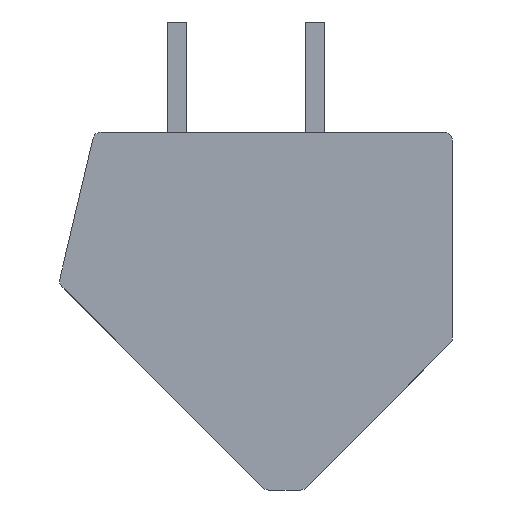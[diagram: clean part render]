
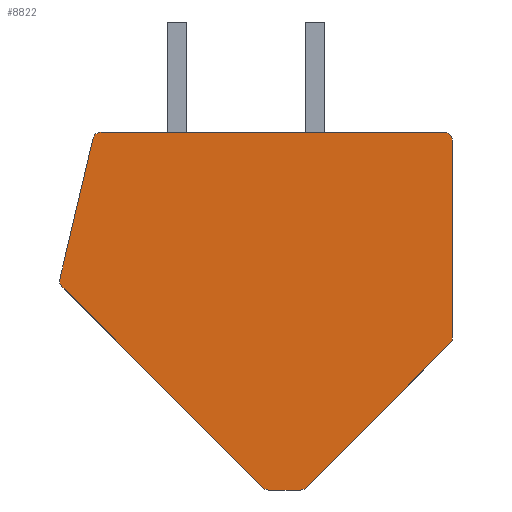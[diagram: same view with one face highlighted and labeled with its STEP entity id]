
A CAD part, front view. The second image highlights one B-rep face of the part: STEP entity #8822.
In plain terms, the highlighted planar face has unit normal (0, -1, 0).
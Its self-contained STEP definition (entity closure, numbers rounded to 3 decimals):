
#1623=CARTESIAN_POINT('',(1.626,-3.54,-6.2));
#1624=DIRECTION('',(0.,-1.,0.));
#1625=DIRECTION('',(0.,0.,-1.));
#1626=AXIS2_PLACEMENT_3D('',#1623,#1624,#1625);
#1628=DIRECTION('',(1.,0.,0.));
#1629=VECTOR('',#1628,1.151);
#1630=CARTESIAN_POINT('',(0.474,-3.54,-6.5));
#1631=LINE('',#1630,#1629);
#1632=CARTESIAN_POINT('',(0.474,-3.54,-6.2));
#1633=DIRECTION('',(0.,-1.,0.));
#1634=DIRECTION('',(-0.707,0.,-0.707));
#1635=AXIS2_PLACEMENT_3D('',#1632,#1633,#1634);
#1637=DIRECTION('',(0.707,0.,-0.707));
#1638=VECTOR('',#1637,10.315);
#1639=CARTESIAN_POINT('',(-7.032,-3.54,0.882));
#1640=LINE('',#1639,#1638);
#1641=CARTESIAN_POINT('',(-6.82,-3.54,1.094));
#1642=DIRECTION('',(0.,-1.,0.));
#1643=DIRECTION('',(-0.973,0.,0.23));
#1644=AXIS2_PLACEMENT_3D('',#1641,#1642,#1643);
#1646=DIRECTION('',(-0.23,0.,-0.973));
#1647=VECTOR('',#1646,5.247);
#1648=CARTESIAN_POINT('',(-5.905,-3.54,6.269));
#1649=LINE('',#1648,#1647);
#1650=CARTESIAN_POINT('',(-5.613,-3.54,6.2));
#1651=DIRECTION('',(0.,-1.,0.));
#1652=DIRECTION('',(0.,0.,1.));
#1653=AXIS2_PLACEMENT_3D('',#1650,#1651,#1652);
#1655=DIRECTION('',(-1.,0.,0.));
#1656=VECTOR('',#1655,12.463);
#1657=CARTESIAN_POINT('',(6.85,-3.54,6.5));
#1658=LINE('',#1657,#1656);
#1659=CARTESIAN_POINT('',(6.85,-3.54,6.2));
#1660=DIRECTION('',(0.,-1.,0.));
#1661=DIRECTION('',(1.,0.,0.));
#1662=AXIS2_PLACEMENT_3D('',#1659,#1660,#1661);
#1664=DIRECTION('',(0.,0.,1.));
#1665=VECTOR('',#1664,7.176);
#1666=CARTESIAN_POINT('',(7.15,-3.54,-0.976));
#1667=LINE('',#1666,#1665);
#1668=CARTESIAN_POINT('',(6.85,-3.54,-0.976));
#1669=DIRECTION('',(0.,-1.,0.));
#1670=DIRECTION('',(0.707,0.,-0.707));
#1671=AXIS2_PLACEMENT_3D('',#1668,#1669,#1670);
#1673=DIRECTION('',(0.707,0.,0.707));
#1674=VECTOR('',#1673,7.388);
#1675=CARTESIAN_POINT('',(1.838,-3.54,-6.412));
#1676=LINE('',#1675,#1674);
#5805=CARTESIAN_POINT('',(1.626,-3.54,-6.5));
#5806=CARTESIAN_POINT('',(1.838,-3.54,-6.412));
#5807=VERTEX_POINT('',#5805);
#5808=VERTEX_POINT('',#5806);
#5809=CARTESIAN_POINT('',(7.062,-3.54,-1.188));
#5810=VERTEX_POINT('',#5809);
#5811=CARTESIAN_POINT('',(7.15,-3.54,-0.976));
#5812=VERTEX_POINT('',#5811);
#5813=CARTESIAN_POINT('',(7.15,-3.54,6.2));
#5814=VERTEX_POINT('',#5813);
#5815=CARTESIAN_POINT('',(6.85,-3.54,6.5));
#5816=VERTEX_POINT('',#5815);
#5817=CARTESIAN_POINT('',(-5.613,-3.54,6.5));
#5818=VERTEX_POINT('',#5817);
#5819=CARTESIAN_POINT('',(-5.905,-3.54,6.269));
#5820=VERTEX_POINT('',#5819);
#5821=CARTESIAN_POINT('',(-7.112,-3.54,1.163));
#5822=VERTEX_POINT('',#5821);
#5823=CARTESIAN_POINT('',(-7.032,-3.54,0.882));
#5824=VERTEX_POINT('',#5823);
#5825=CARTESIAN_POINT('',(0.262,-3.54,-6.412));
#5826=VERTEX_POINT('',#5825);
#5827=CARTESIAN_POINT('',(0.474,-3.54,-6.5));
#5828=VERTEX_POINT('',#5827);
#8803=CARTESIAN_POINT('',(0.,-3.54,0.));
#8804=DIRECTION('',(0.,-1.,0.));
#8805=DIRECTION('',(-1.,0.,0.));
#8806=AXIS2_PLACEMENT_3D('',#8803,#8804,#8805);
#8807=PLANE('',#8806);
#8808=ORIENTED_EDGE('',*,*,#7692,.F.);
#8809=ORIENTED_EDGE('',*,*,#7707,.F.);
#8810=ORIENTED_EDGE('',*,*,#7721,.F.);
#8811=ORIENTED_EDGE('',*,*,#7735,.F.);
#8812=ORIENTED_EDGE('',*,*,#8129,.F.);
#8813=ORIENTED_EDGE('',*,*,#8143,.F.);
#8814=ORIENTED_EDGE('',*,*,#8157,.F.);
#8815=ORIENTED_EDGE('',*,*,#8171,.F.);
#8816=ORIENTED_EDGE('',*,*,#8565,.F.);
#8817=ORIENTED_EDGE('',*,*,#8579,.F.);
#8818=ORIENTED_EDGE('',*,*,#8593,.F.);
#8819=ORIENTED_EDGE('',*,*,#8606,.F.);
#8820=EDGE_LOOP('',(#8808,#8809,#8810,#8811,#8812,#8813,#8814,#8815,#8816,#8817,
#8818,#8819));
#8821=FACE_OUTER_BOUND('',#8820,.F.);
#8822=ADVANCED_FACE('',(#8821),#8807,.T.);
#1627=CIRCLE('',#1626,0.3);
#1636=CIRCLE('',#1635,0.3);
#1645=CIRCLE('',#1644,0.3);
#1654=CIRCLE('',#1653,0.3);
#1663=CIRCLE('',#1662,0.3);
#1672=CIRCLE('',#1671,0.3);
#7692=EDGE_CURVE('',#5807,#5808,#1627,.T.);
#7707=EDGE_CURVE('',#5828,#5807,#1631,.T.);
#7721=EDGE_CURVE('',#5826,#5828,#1636,.T.);
#7735=EDGE_CURVE('',#5824,#5826,#1640,.T.);
#8129=EDGE_CURVE('',#5822,#5824,#1645,.T.);
#8143=EDGE_CURVE('',#5820,#5822,#1649,.T.);
#8157=EDGE_CURVE('',#5818,#5820,#1654,.T.);
#8171=EDGE_CURVE('',#5816,#5818,#1658,.T.);
#8565=EDGE_CURVE('',#5814,#5816,#1663,.T.);
#8579=EDGE_CURVE('',#5812,#5814,#1667,.T.);
#8593=EDGE_CURVE('',#5810,#5812,#1672,.T.);
#8606=EDGE_CURVE('',#5808,#5810,#1676,.T.);
